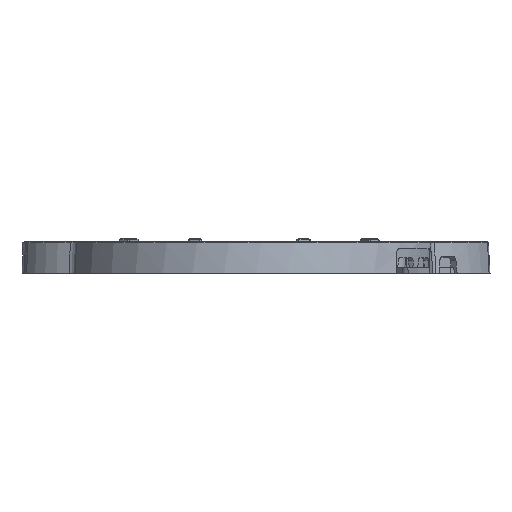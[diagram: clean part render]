
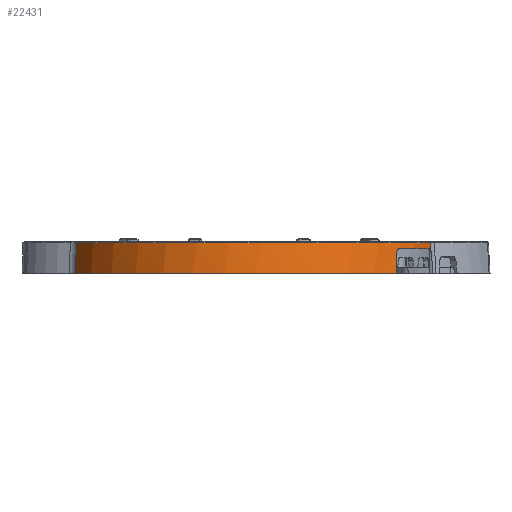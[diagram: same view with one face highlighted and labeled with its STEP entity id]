
A CAD part, front view. The second image highlights one B-rep face of the part: STEP entity #22431.
In plain terms, the highlighted conical face has half-angle 3 degrees and reference radius 61.6 mm.
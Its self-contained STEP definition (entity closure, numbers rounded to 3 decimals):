
#200 = AXIS2_PLACEMENT_3D ( 'NONE', #9185, #6798, #15811 ) ;
#248 = CARTESIAN_POINT ( 'NONE',  ( 47.19, -39.088, 5.824 ) ) ;
#342 = CARTESIAN_POINT ( 'NONE',  ( 47.232, -38.997, 6.306 ) ) ;
#390 = ORIENTED_EDGE ( 'NONE', *, *, #8097, .F. ) ;
#485 = CARTESIAN_POINT ( 'NONE',  ( 47.2, -39.056, 6.068 ) ) ;
#764 = CARTESIAN_POINT ( 'NONE',  ( 48.056, -37.869, 7.603 ) ) ;
#923 = EDGE_CURVE ( 'NONE', #27555, #17602, #12855, .T. ) ;
#1007 = CARTESIAN_POINT ( 'NONE',  ( 57.716, -20.299, 7.65 ) ) ;
#1424 = CARTESIAN_POINT ( 'NONE',  ( 57.945, -19.664, 7.47 ) ) ;
#1791 = CARTESIAN_POINT ( 'NONE',  ( 0., 0., 9.5 ) ) ;
#2064 = CARTESIAN_POINT ( 'NONE',  ( 47.138, -39.488, 1.713 ) ) ;
#2191 = CARTESIAN_POINT ( 'NONE',  ( 47.256, -38.959, 6.424 ) ) ;
#2606 = CARTESIAN_POINT ( 'NONE',  ( 47.192, -39.076, 5.947 ) ) ;
#2995 = DIRECTION ( 'NONE',  ( 1., 0., 0. ) ) ;
#3290 = CARTESIAN_POINT ( 'NONE',  ( 47.778, -38.234, 7.424 ) ) ;
#3393 = CARTESIAN_POINT ( 'NONE',  ( -55.754, -26.193, -0.35 ) ) ;
#3435 = CARTESIAN_POINT ( 'NONE',  ( 48.36, -37.475, 7.65 ) ) ;
#4046 = ORIENTED_EDGE ( 'NONE', *, *, #8469, .F. ) ;
#4440 = CARTESIAN_POINT ( 'NONE',  ( 47.19, -39.088, 5.824 ) ) ;
#5580 = AXIS2_PLACEMENT_3D ( 'NONE', #26490, #5653, #2995 ) ;
#5653 = DIRECTION ( 'NONE',  ( 0., 0., -1. ) ) ;
#6499 = VECTOR ( 'NONE', #22755, 1000. ) ;
#6703 = CARTESIAN_POINT ( 'NONE',  ( 47.488, -38.626, 7.041 ) ) ;
#6798 = DIRECTION ( 'NONE',  ( 0., 0., -1. ) ) ;
#7369 = CARTESIAN_POINT ( 'NONE',  ( 57.889, -19.816, 7.537 ) ) ;
#7513 = CARTESIAN_POINT ( 'NONE',  ( 58.264, -18.838, 6.649 ) ) ;
#7622 = VERTEX_POINT ( 'NONE', #3393 ) ;
#7648 = CARTESIAN_POINT ( 'NONE',  ( 58.05, -19.379, 7.295 ) ) ;
#7788 = CARTESIAN_POINT ( 'NONE',  ( 58.099, -19.25, 7.189 ) ) ;
#8097 = EDGE_CURVE ( 'NONE', #7622, #21291, #23544, .T. ) ;
#8366 = CARTESIAN_POINT ( 'NONE',  ( 0., 0., -0.35 ) ) ;
#8469 = EDGE_CURVE ( 'NONE', #8539, #14857, #20996, .T. ) ;
#8535 = EDGE_LOOP ( 'NONE', ( #10306, #10991, #390, #21660, #26234, #14076, #4046, #22374 ) ) ;
#8539 = VERTEX_POINT ( 'NONE', #22928 ) ;
#9185 = CARTESIAN_POINT ( 'NONE',  ( 0., 0., 7.65 ) ) ;
#9371 = CARTESIAN_POINT ( 'NONE',  ( 48.207, -37.672, 7.65 ) ) ;
#10306 = ORIENTED_EDGE ( 'NONE', *, *, #11423, .T. ) ;
#10387 = DIRECTION ( 'NONE',  ( 0., 0., -1. ) ) ;
#10770 = CARTESIAN_POINT ( 'NONE',  ( -55.754, -26.193, -0.35 ) ) ;
#10778 = CARTESIAN_POINT ( 'NONE',  ( 47.352, -38.815, 6.75 ) ) ;
#10988 = CARTESIAN_POINT ( 'NONE',  ( -55.287, -25.973, 9.5 ) ) ;
#10991 = ORIENTED_EDGE ( 'NONE', *, *, #15893, .T. ) ;
#10996 = AXIS2_PLACEMENT_3D ( 'NONE', #1791, #10387, #19028 ) ;
#11423 = EDGE_CURVE ( 'NONE', #15002, #13743, #18187, .T. ) ;
#12308 = B_SPLINE_CURVE_WITH_KNOTS ( 'NONE', 3,
 ( #22801, #1007, #20792, #7369, #1424, #7648, #7788, #18656, #27305, #7513 ),
 .UNSPECIFIED., .F., .F.,
 ( 4, 2, 2, 2, 4 ),
 ( 0.01, 0.011, 0.011, 0.012, 0.013 ),
 .UNSPECIFIED. ) ;
#12855 =( BOUNDED_CURVE ( )  B_SPLINE_CURVE ( 3, ( #4440, #15179, #2064, #12923 ),
 .UNSPECIFIED., .F., .T. ) 
 B_SPLINE_CURVE_WITH_KNOTS ( ( 4, 4 ),
 ( 4.146, 4.153 ),
 .UNSPECIFIED. ) 
 CURVE ( )  GEOMETRIC_REPRESENTATION_ITEM ( )  RATIONAL_B_SPLINE_CURVE ( ( 1., 1., 1., 1. ) ) 
 REPRESENTATION_ITEM ( '' )  );
#12923 = CARTESIAN_POINT ( 'NONE',  ( 47.111, -39.688, -0.35 ) ) ;
#13171 = CARTESIAN_POINT ( 'NONE',  ( 47.19, -39.088, 5.824 ) ) ;
#13516 = CARTESIAN_POINT ( 'NONE',  ( 47.111, -39.688, -0.35 ) ) ;
#13743 = VERTEX_POINT ( 'NONE', #22528 ) ;
#14076 = ORIENTED_EDGE ( 'NONE', *, *, #26520, .T. ) ;
#14534 = B_SPLINE_CURVE_WITH_KNOTS ( 'NONE', 3,
 ( #13171, #2606, #485, #342, #2191, #17418, #10778, #19426, #6703, #17555, #3290, #764, #9371, #3435 ),
 .UNSPECIFIED., .F., .F.,
 ( 4, 2, 2, 2, 2, 2, 4 ),
 ( 0.01, 0.01, 0.01, 0.011, 0.011, 0.012, 0.013 ),
 .UNSPECIFIED. ) ;
#14857 = VERTEX_POINT ( 'NONE', #27523 ) ;
#15002 = VERTEX_POINT ( 'NONE', #24271 ) ;
#15179 = CARTESIAN_POINT ( 'NONE',  ( 47.164, -39.288, 3.771 ) ) ;
#15331 = CIRCLE ( 'NONE', #27096, 61.6 ) ;
#15811 = DIRECTION ( 'NONE',  ( 1., 0., 0. ) ) ;
#15893 = EDGE_CURVE ( 'NONE', #13743, #21291, #24153, .T. ) ;
#17418 = CARTESIAN_POINT ( 'NONE',  ( 47.316, -38.868, 6.645 ) ) ;
#17555 = CARTESIAN_POINT ( 'NONE',  ( 47.649, -38.406, 7.29 ) ) ;
#17602 = VERTEX_POINT ( 'NONE', #13516 ) ;
#18094 = EDGE_CURVE ( 'NONE', #7622, #17602, #15331, .T. ) ;
#18187 = LINE ( 'NONE', #21008, #6499 ) ;
#18656 = CARTESIAN_POINT ( 'NONE',  ( 58.189, -19.019, 6.942 ) ) ;
#19028 = DIRECTION ( 'NONE',  ( 1., 0., 0. ) ) ;
#19097 = VECTOR ( 'NONE', #23691, 1000. ) ;
#19426 = CARTESIAN_POINT ( 'NONE',  ( 47.438, -38.694, 6.948 ) ) ;
#20792 = CARTESIAN_POINT ( 'NONE',  ( 57.775, -20.132, 7.627 ) ) ;
#20996 = CIRCLE ( 'NONE', #200, 61.181 ) ;
#21008 = CARTESIAN_POINT ( 'NONE',  ( 58.613, -18.95, -0.35 ) ) ;
#21291 = VERTEX_POINT ( 'NONE', #10988 ) ;
#21660 = ORIENTED_EDGE ( 'NONE', *, *, #18094, .T. ) ;
#21822 = FACE_OUTER_BOUND ( 'NONE', #8535, .T. ) ;
#22374 = ORIENTED_EDGE ( 'NONE', *, *, #22492, .T. ) ;
#22431 = ADVANCED_FACE ( 'NONE', ( #21822 ), #25508, .T. ) ;
#22492 = EDGE_CURVE ( 'NONE', #8539, #15002, #12308, .T. ) ;
#22528 = CARTESIAN_POINT ( 'NONE',  ( 58.121, -18.792, 9.5 ) ) ;
#22755 = DIRECTION ( 'NONE',  ( -0.05, 0.016, 0.999 ) ) ;
#22801 = CARTESIAN_POINT ( 'NONE',  ( 57.657, -20.462, 7.65 ) ) ;
#22928 = CARTESIAN_POINT ( 'NONE',  ( 57.657, -20.462, 7.65 ) ) ;
#23544 = LINE ( 'NONE', #10770, #19097 ) ;
#23691 = DIRECTION ( 'NONE',  ( 0.047, 0.022, 0.999 ) ) ;
#24153 = CIRCLE ( 'NONE', #10996, 61.084 ) ;
#24271 = CARTESIAN_POINT ( 'NONE',  ( 58.264, -18.838, 6.649 ) ) ;
#25508 = CONICAL_SURFACE ( 'NONE', #5580, 61.6, 0.052 ) ;
#25643 = DIRECTION ( 'NONE',  ( 0., 0., 1. ) ) ;
#26234 = ORIENTED_EDGE ( 'NONE', *, *, #923, .F. ) ;
#26490 = CARTESIAN_POINT ( 'NONE',  ( 0., 0., -0.35 ) ) ;
#26520 = EDGE_CURVE ( 'NONE', #27555, #14857, #14534, .T. ) ;
#27096 = AXIS2_PLACEMENT_3D ( 'NONE', #8366, #25643, #27600 ) ;
#27305 = CARTESIAN_POINT ( 'NONE',  ( 58.229, -18.919, 6.802 ) ) ;
#27523 = CARTESIAN_POINT ( 'NONE',  ( 48.36, -37.475, 7.65 ) ) ;
#27555 = VERTEX_POINT ( 'NONE', #248 ) ;
#27600 = DIRECTION ( 'NONE',  ( 1., 0., 0. ) ) ;
